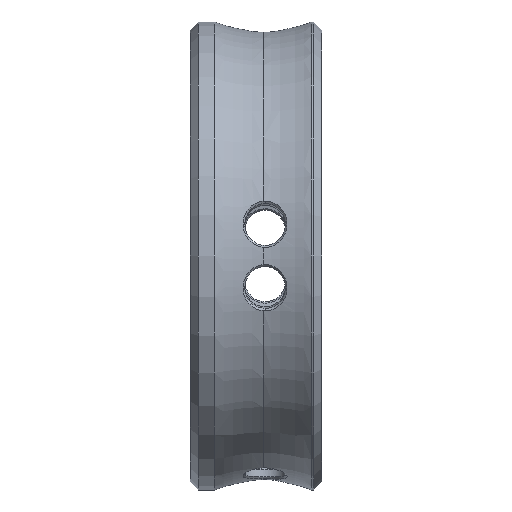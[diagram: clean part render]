
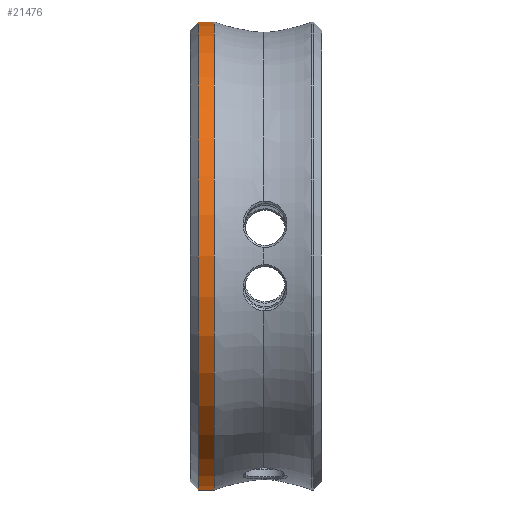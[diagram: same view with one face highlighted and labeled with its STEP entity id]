
A CAD part, front view. The second image highlights one B-rep face of the part: STEP entity #21476.
In plain terms, the highlighted cylindrical face has radius 11.55 mm (diameter 23.1 mm), a partial arc.
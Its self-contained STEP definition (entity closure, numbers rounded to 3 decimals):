
#29 = EDGE_CURVE ( 'NONE', #10450, #659, #20492, .T. ) ;
#425 = CARTESIAN_POINT ( 'NONE',  ( 0.4, 0., -11.55 ) ) ;
#659 = VERTEX_POINT ( 'NONE', #425 ) ;
#820 = CARTESIAN_POINT ( 'NONE',  ( 0., 0., 11.55 ) ) ;
#919 = DIRECTION ( 'NONE',  ( 0., 0., 1. ) ) ;
#1379 = AXIS2_PLACEMENT_3D ( 'NONE', #4609, #19375, #17070 ) ;
#1579 = LINE ( 'NONE', #16150, #14796 ) ;
#2165 = ORIENTED_EDGE ( 'NONE', *, *, #29, .T. ) ;
#2624 = CARTESIAN_POINT ( 'NONE',  ( 0., 0., 0. ) ) ;
#4609 = CARTESIAN_POINT ( 'NONE',  ( 0.4, 0., 0. ) ) ;
#10450 = VERTEX_POINT ( 'NONE', #13010 ) ;
#11207 = VERTEX_POINT ( 'NONE', #30999 ) ;
#12446 = DIRECTION ( 'NONE',  ( -1., 0., 0. ) ) ;
#13010 = CARTESIAN_POINT ( 'NONE',  ( 0.4, 0., 11.55 ) ) ;
#14796 = VECTOR ( 'NONE', #21088, 1000. ) ;
#14871 = DIRECTION ( 'NONE',  ( 0., 0., 1. ) ) ;
#15037 = EDGE_LOOP ( 'NONE', ( #16019, #25933, #26276, #2165 ) ) ;
#15546 = CYLINDRICAL_SURFACE ( 'NONE', #16604, 11.55 ) ;
#16019 = ORIENTED_EDGE ( 'NONE', *, *, #17629, .F. ) ;
#16150 = CARTESIAN_POINT ( 'NONE',  ( 0., 0., -11.55 ) ) ;
#16302 = LINE ( 'NONE', #820, #18167 ) ;
#16604 = AXIS2_PLACEMENT_3D ( 'NONE', #2624, #12446, #14871 ) ;
#17070 = DIRECTION ( 'NONE',  ( 0., 0., -1. ) ) ;
#17629 = EDGE_CURVE ( 'NONE', #11207, #659, #1579, .T. ) ;
#18167 = VECTOR ( 'NONE', #22419, 1000. ) ;
#19375 = DIRECTION ( 'NONE',  ( 1., 0., 0. ) ) ;
#20492 = CIRCLE ( 'NONE', #1379, 11.55 ) ;
#21088 = DIRECTION ( 'NONE',  ( -1., 0., 0. ) ) ;
#21395 = VERTEX_POINT ( 'NONE', #21909 ) ;
#21476 = ADVANCED_FACE ( 'NONE', ( #25308 ), #15546, .T. ) ;
#21909 = CARTESIAN_POINT ( 'NONE',  ( 1.2, 0., 11.55 ) ) ;
#22419 = DIRECTION ( 'NONE',  ( -1., 0., 0. ) ) ;
#22866 = EDGE_CURVE ( 'NONE', #21395, #10450, #16302, .T. ) ;
#23175 = EDGE_CURVE ( 'NONE', #11207, #21395, #30974, .T. ) ;
#25308 = FACE_OUTER_BOUND ( 'NONE', #15037, .T. ) ;
#25933 = ORIENTED_EDGE ( 'NONE', *, *, #23175, .T. ) ;
#26276 = ORIENTED_EDGE ( 'NONE', *, *, #22866, .T. ) ;
#30088 = DIRECTION ( 'NONE',  ( -1., 0., 0. ) ) ;
#30188 = CARTESIAN_POINT ( 'NONE',  ( 1.2, 0., 0. ) ) ;
#30974 = CIRCLE ( 'NONE', #31099, 11.55 ) ;
#30999 = CARTESIAN_POINT ( 'NONE',  ( 1.2, 0., -11.55 ) ) ;
#31099 = AXIS2_PLACEMENT_3D ( 'NONE', #30188, #30088, #919 ) ;
